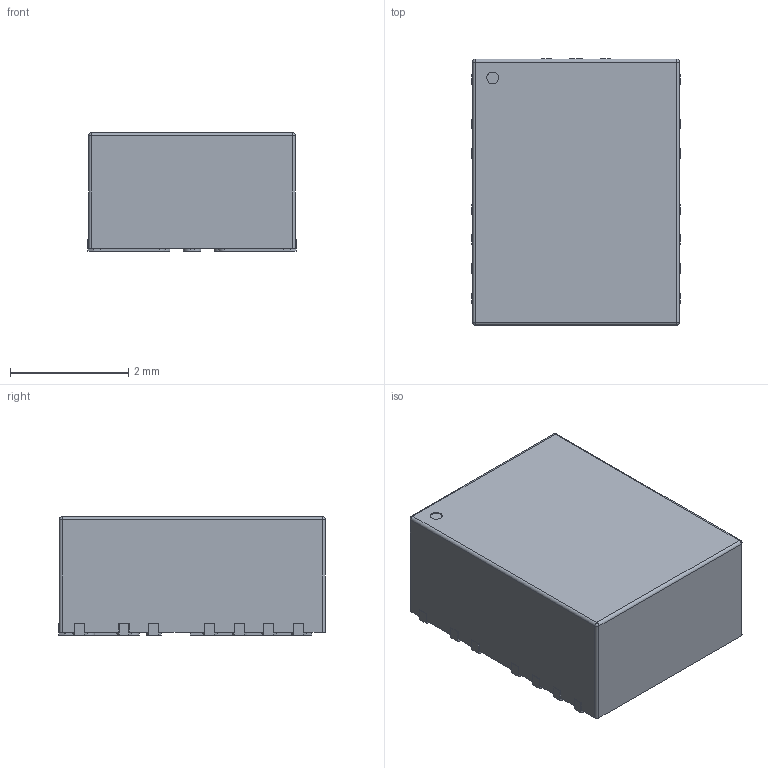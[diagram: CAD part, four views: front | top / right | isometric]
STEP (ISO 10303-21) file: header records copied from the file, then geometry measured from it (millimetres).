
FILE_DESCRIPTION(/* description */ ('Unknown'),/* implementation_level */ '2;1');
FILE_NAME(/* name */ 'TPSM365R6FRDNR',/* time_stamp */ '2023-09-07T10:10:09+02:00',/* author */ ('Unknown'),/* organization */ ('Unknown'),/* preprocessor_version */ 'ST-DEVELOPER v18.102',/* originating_system */ 'Solid Edge',/* authorisation */ 'Unknown');
FILE_SCHEMA (('AUTOMOTIVE_DESIGN {1 0 10303 214 3 1 1}'));
Length unit declared in the file: millimetre
Products named in the file (1): TPSM365R6FRDNR
Bounding box: 3.52 x 4.51 x 2 mm (x, y, z)
Volume: 31.1 mm3; surface area: 64.1 mm2
Topology: 1 solids, 1 shells, 190 faces, 553 edges, 362 vertices
Faces by surface type: plane 156, cylinder 30, sphere 4
Full cylindrical faces by diameter (mm): 0.2 x1
Entity records: 7512 total; most frequent: CARTESIAN_POINT 1122, ORIENTED_EDGE 1096, DIRECTION 981, EDGE_CURVE 548, LINE 483, VECTOR 483, VERTEX_POINT 362, AXIS2_PLACEMENT_3D 249
